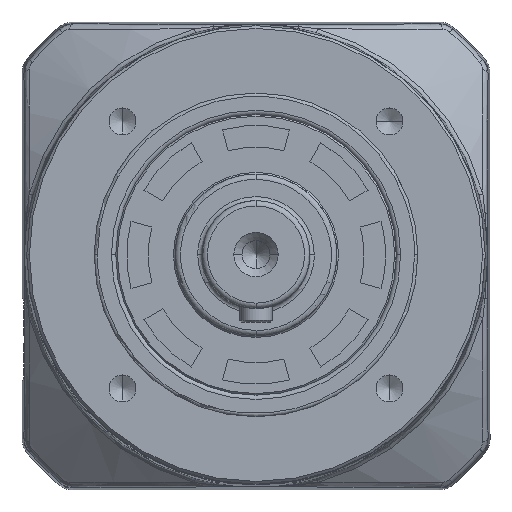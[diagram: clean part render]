
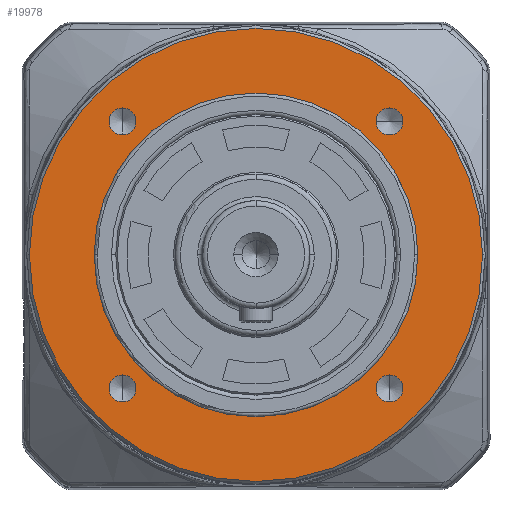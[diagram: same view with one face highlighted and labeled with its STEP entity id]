
A CAD part, top view. The second image highlights one B-rep face of the part: STEP entity #19978.
In plain terms, the highlighted planar face has unit normal (0, 0, 1).
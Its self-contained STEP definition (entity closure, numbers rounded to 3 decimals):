
#74 = DIRECTION ( 'NONE',  ( 0., 0., -1. ) ) ;
#89 = CARTESIAN_POINT ( 'NONE',  ( 24.749, -24.749, 41.5 ) ) ;
#479 = DIRECTION ( 'NONE',  ( 1., 0., 0. ) ) ;
#817 = AXIS2_PLACEMENT_3D ( 'NONE', #89, #74, #9502 ) ;
#1092 = EDGE_CURVE ( 'NONE', #14615, #26045, #36468, .T. ) ;
#1355 = EDGE_CURVE ( 'NONE', #13386, #7265, #38270, .T. ) ;
#3384 = ORIENTED_EDGE ( 'NONE', *, *, #48224, .T. ) ;
#3434 = EDGE_LOOP ( 'NONE', ( #44010, #47821 ) ) ;
#3574 = CIRCLE ( 'NONE', #6319, 2.5 ) ;
#3993 = ORIENTED_EDGE ( 'NONE', *, *, #6726, .T. ) ;
#4289 = DIRECTION ( 'NONE',  ( 1., 0., 0. ) ) ;
#4298 = DIRECTION ( 'NONE',  ( 0., 0., -1. ) ) ;
#4352 = CARTESIAN_POINT ( 'NONE',  ( 24.749, -24.749, 41.5 ) ) ;
#5079 = AXIS2_PLACEMENT_3D ( 'NONE', #37341, #13994, #41265 ) ;
#5188 = FACE_BOUND ( 'NONE', #7813, .T. ) ;
#5527 = EDGE_LOOP ( 'NONE', ( #35972, #20108 ) ) ;
#6319 = AXIS2_PLACEMENT_3D ( 'NONE', #18010, #17908, #17843 ) ;
#6633 = DIRECTION ( 'NONE',  ( -1., 0., 0. ) ) ;
#6640 = DIRECTION ( 'NONE',  ( 0., 0., -1. ) ) ;
#6696 = CARTESIAN_POINT ( 'NONE',  ( 0., 0., 41.5 ) ) ;
#6726 = EDGE_CURVE ( 'NONE', #27699, #40269, #16650, .T. ) ;
#7244 = AXIS2_PLACEMENT_3D ( 'NONE', #47245, #24001, #479 ) ;
#7265 = VERTEX_POINT ( 'NONE', #24247 ) ;
#7305 = CARTESIAN_POINT ( 'NONE',  ( -27.249, -24.749, 41.5 ) ) ;
#7629 = AXIS2_PLACEMENT_3D ( 'NONE', #50026, #49990, #49984 ) ;
#7813 = EDGE_LOOP ( 'NONE', ( #19752, #16739 ) ) ;
#9502 = DIRECTION ( 'NONE',  ( 1., 0., 0. ) ) ;
#10307 = VERTEX_POINT ( 'NONE', #23646 ) ;
#10711 = EDGE_LOOP ( 'NONE', ( #25599, #14903 ) ) ;
#11291 = EDGE_LOOP ( 'NONE', ( #3384, #3993 ) ) ;
#11711 = EDGE_CURVE ( 'NONE', #41296, #18372, #30000, .T. ) ;
#13052 = FACE_BOUND ( 'NONE', #3434, .T. ) ;
#13386 = VERTEX_POINT ( 'NONE', #13731 ) ;
#13731 = CARTESIAN_POINT ( 'NONE',  ( 42., 0., 41.5 ) ) ;
#13994 = DIRECTION ( 'NONE',  ( 0., 0., -1. ) ) ;
#14615 = VERTEX_POINT ( 'NONE', #23146 ) ;
#14729 = FACE_BOUND ( 'NONE', #11291, .T. ) ;
#14903 = ORIENTED_EDGE ( 'NONE', *, *, #35448, .T. ) ;
#15715 = AXIS2_PLACEMENT_3D ( 'NONE', #35939, #35897, #35890 ) ;
#16650 = CIRCLE ( 'NONE', #41986, 2.5 ) ;
#16739 = ORIENTED_EDGE ( 'NONE', *, *, #27024, .T. ) ;
#17843 = DIRECTION ( 'NONE',  ( 1., 0., 0. ) ) ;
#17908 = DIRECTION ( 'NONE',  ( 0., 0., -1. ) ) ;
#18010 = CARTESIAN_POINT ( 'NONE',  ( -24.749, 24.749, 41.5 ) ) ;
#18372 = VERTEX_POINT ( 'NONE', #41397 ) ;
#19276 = CARTESIAN_POINT ( 'NONE',  ( 27.249, 24.749, 41.5 ) ) ;
#19752 = ORIENTED_EDGE ( 'NONE', *, *, #1092, .T. ) ;
#19852 = FACE_OUTER_BOUND ( 'NONE', #35702, .T. ) ;
#19869 = EDGE_CURVE ( 'NONE', #28398, #43745, #27695, .T. ) ;
#19978 = ADVANCED_FACE ( 'NONE', ( #5188, #46626, #13052, #14729, #19852, #43023 ), #36680, .T. ) ;
#20108 = ORIENTED_EDGE ( 'NONE', *, *, #40078, .T. ) ;
#20853 = EDGE_CURVE ( 'NONE', #18372, #41296, #45788, .T. ) ;
#22397 = EDGE_CURVE ( 'NONE', #10307, #23692, #25411, .T. ) ;
#23146 = CARTESIAN_POINT ( 'NONE',  ( -22.249, 24.749, 41.5 ) ) ;
#23646 = CARTESIAN_POINT ( 'NONE',  ( -22.249, -24.749, 41.5 ) ) ;
#23692 = VERTEX_POINT ( 'NONE', #7305 ) ;
#23728 = EDGE_CURVE ( 'NONE', #7265, #13386, #43531, .T. ) ;
#24001 = DIRECTION ( 'NONE',  ( 0., 0., -1. ) ) ;
#24247 = CARTESIAN_POINT ( 'NONE',  ( -42., 0., 41.5 ) ) ;
#24854 = CARTESIAN_POINT ( 'NONE',  ( -27.249, 24.749, 41.5 ) ) ;
#25411 = CIRCLE ( 'NONE', #39847, 2.5 ) ;
#25599 = ORIENTED_EDGE ( 'NONE', *, *, #19869, .T. ) ;
#26045 = VERTEX_POINT ( 'NONE', #24854 ) ;
#27024 = EDGE_CURVE ( 'NONE', #26045, #14615, #3574, .T. ) ;
#27695 = CIRCLE ( 'NONE', #40726, 30. ) ;
#27699 = VERTEX_POINT ( 'NONE', #34789 ) ;
#28398 = VERTEX_POINT ( 'NONE', #28857 ) ;
#28857 = CARTESIAN_POINT ( 'NONE',  ( 30., 0., 41.5 ) ) ;
#29078 = CARTESIAN_POINT ( 'NONE',  ( 27.249, -24.749, 41.5 ) ) ;
#29731 = AXIS2_PLACEMENT_3D ( 'NONE', #42249, #42205, #42150 ) ;
#30000 = CIRCLE ( 'NONE', #817, 2.5 ) ;
#33135 = DIRECTION ( 'NONE',  ( 1., 0., 0. ) ) ;
#33189 = DIRECTION ( 'NONE',  ( 0., 0., 1. ) ) ;
#33416 = CARTESIAN_POINT ( 'NONE',  ( 0., 0., 41.5 ) ) ;
#34059 = DIRECTION ( 'NONE',  ( 1., 0., 0. ) ) ;
#34067 = DIRECTION ( 'NONE',  ( 0., 0., -1. ) ) ;
#34133 = CARTESIAN_POINT ( 'NONE',  ( 24.749, 24.749, 41.5 ) ) ;
#34463 = CIRCLE ( 'NONE', #7244, 2.5 ) ;
#34597 = AXIS2_PLACEMENT_3D ( 'NONE', #33416, #33189, #33135 ) ;
#34789 = CARTESIAN_POINT ( 'NONE',  ( 22.249, 24.749, 41.5 ) ) ;
#35420 = CIRCLE ( 'NONE', #7629, 30. ) ;
#35448 = EDGE_CURVE ( 'NONE', #43745, #28398, #35420, .T. ) ;
#35702 = EDGE_LOOP ( 'NONE', ( #42513, #41111 ) ) ;
#35890 = DIRECTION ( 'NONE',  ( -1., 0., 0. ) ) ;
#35897 = DIRECTION ( 'NONE',  ( 0., 0., -1. ) ) ;
#35939 = CARTESIAN_POINT ( 'NONE',  ( 0., 0., 41.5 ) ) ;
#35972 = ORIENTED_EDGE ( 'NONE', *, *, #22397, .T. ) ;
#36468 = CIRCLE ( 'NONE', #29731, 2.5 ) ;
#36680 = PLANE ( 'NONE',  #34597 ) ;
#37341 = CARTESIAN_POINT ( 'NONE',  ( -24.749, -24.749, 41.5 ) ) ;
#37514 = DIRECTION ( 'NONE',  ( 1., 0., 0. ) ) ;
#37527 = DIRECTION ( 'NONE',  ( 0., 0., -1. ) ) ;
#37568 = CARTESIAN_POINT ( 'NONE',  ( 0., 0., 41.5 ) ) ;
#38270 = CIRCLE ( 'NONE', #15715, 42. ) ;
#39847 = AXIS2_PLACEMENT_3D ( 'NONE', #41763, #41719, #41706 ) ;
#40078 = EDGE_CURVE ( 'NONE', #23692, #10307, #47547, .T. ) ;
#40269 = VERTEX_POINT ( 'NONE', #19276 ) ;
#40436 = AXIS2_PLACEMENT_3D ( 'NONE', #4352, #4298, #4289 ) ;
#40726 = AXIS2_PLACEMENT_3D ( 'NONE', #37568, #37527, #37514 ) ;
#41111 = ORIENTED_EDGE ( 'NONE', *, *, #1355, .F. ) ;
#41265 = DIRECTION ( 'NONE',  ( 1., 0., 0. ) ) ;
#41296 = VERTEX_POINT ( 'NONE', #29078 ) ;
#41397 = CARTESIAN_POINT ( 'NONE',  ( 22.249, -24.749, 41.5 ) ) ;
#41706 = DIRECTION ( 'NONE',  ( 1., 0., 0. ) ) ;
#41719 = DIRECTION ( 'NONE',  ( 0., 0., -1. ) ) ;
#41763 = CARTESIAN_POINT ( 'NONE',  ( -24.749, -24.749, 41.5 ) ) ;
#41986 = AXIS2_PLACEMENT_3D ( 'NONE', #34133, #34067, #34059 ) ;
#42150 = DIRECTION ( 'NONE',  ( 1., 0., 0. ) ) ;
#42205 = DIRECTION ( 'NONE',  ( 0., 0., -1. ) ) ;
#42249 = CARTESIAN_POINT ( 'NONE',  ( -24.749, 24.749, 41.5 ) ) ;
#42366 = CARTESIAN_POINT ( 'NONE',  ( -30., 0., 41.5 ) ) ;
#42513 = ORIENTED_EDGE ( 'NONE', *, *, #23728, .F. ) ;
#43023 = FACE_BOUND ( 'NONE', #10711, .T. ) ;
#43531 = CIRCLE ( 'NONE', #46373, 42. ) ;
#43745 = VERTEX_POINT ( 'NONE', #42366 ) ;
#44010 = ORIENTED_EDGE ( 'NONE', *, *, #11711, .T. ) ;
#45788 = CIRCLE ( 'NONE', #40436, 2.5 ) ;
#46373 = AXIS2_PLACEMENT_3D ( 'NONE', #6696, #6640, #6633 ) ;
#46626 = FACE_BOUND ( 'NONE', #5527, .T. ) ;
#47245 = CARTESIAN_POINT ( 'NONE',  ( 24.749, 24.749, 41.5 ) ) ;
#47547 = CIRCLE ( 'NONE', #5079, 2.5 ) ;
#47821 = ORIENTED_EDGE ( 'NONE', *, *, #20853, .T. ) ;
#48224 = EDGE_CURVE ( 'NONE', #40269, #27699, #34463, .T. ) ;
#49984 = DIRECTION ( 'NONE',  ( 1., 0., 0. ) ) ;
#49990 = DIRECTION ( 'NONE',  ( 0., 0., -1. ) ) ;
#50026 = CARTESIAN_POINT ( 'NONE',  ( 0., 0., 41.5 ) ) ;
